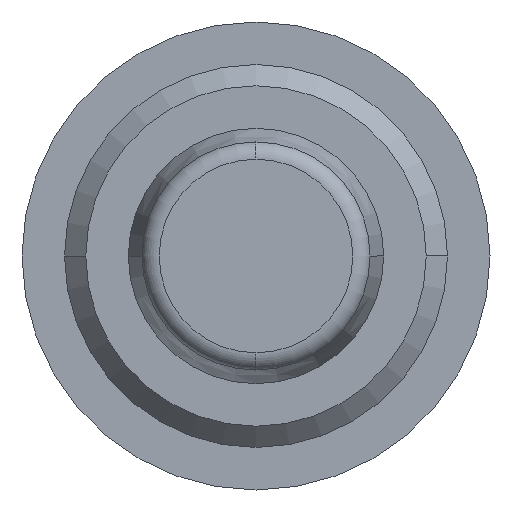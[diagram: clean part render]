
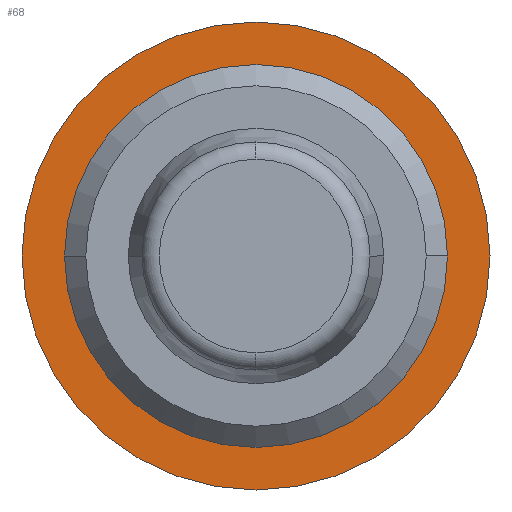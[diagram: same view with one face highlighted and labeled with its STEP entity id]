
A CAD part, left-side view. The second image highlights one B-rep face of the part: STEP entity #68.
In plain terms, the highlighted planar face has unit normal (-1, 0, 0).
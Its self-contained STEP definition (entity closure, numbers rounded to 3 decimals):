
#68=ADVANCED_FACE('',(#124,#125),#126,.T.);
#124=FACE_OUTER_BOUND('',#190,.T.);
#125=FACE_BOUND('',#191,.T.);
#126=PLANE('',#192);
#190=EDGE_LOOP('',(#367,#368));
#191=EDGE_LOOP('',(#369,#370));
#192=AXIS2_PLACEMENT_3D('',#371,#372,#373);
#367=ORIENTED_EDGE('',*,*,#433,.F.);
#368=ORIENTED_EDGE('',*,*,#475,.F.);
#369=ORIENTED_EDGE('',*,*,#439,.T.);
#370=ORIENTED_EDGE('',*,*,#474,.T.);
#371=CARTESIAN_POINT('',(37.0,9.865,0.0));
#372=DIRECTION('',(-1.0,0.,0.0));
#373=DIRECTION('',(0.,-1.0,0.0));
#433=EDGE_CURVE('',#503,#506,#507,.T.);
#439=EDGE_CURVE('',#512,#516,#518,.T.);
#474=EDGE_CURVE('',#516,#512,#574,.T.);
#475=EDGE_CURVE('',#506,#503,#575,.T.);
#503=VERTEX_POINT('',#609);
#506=VERTEX_POINT('',#613);
#507=CIRCLE('',#614,11.0);
#512=VERTEX_POINT('',#620);
#516=VERTEX_POINT('',#625);
#518=CIRCLE('',#628,8.73);
#574=CIRCLE('',#694,8.73);
#575=CIRCLE('',#695,11.0);
#609=CARTESIAN_POINT('',(37.0,11.0,0.0));
#613=CARTESIAN_POINT('',(37.0,-11.0,0.));
#614=AXIS2_PLACEMENT_3D('',#724,#725,#726);
#620=CARTESIAN_POINT('',(37.0,8.73,0.0));
#625=CARTESIAN_POINT('',(37.0,-8.73,0.));
#628=AXIS2_PLACEMENT_3D('',#736,#737,#738);
#694=AXIS2_PLACEMENT_3D('',#821,#822,#823);
#695=AXIS2_PLACEMENT_3D('',#824,#825,#826);
#724=CARTESIAN_POINT('',(37.0,0.0,0.0));
#725=DIRECTION('',(1.0,0.0,0.0));
#726=DIRECTION('',(0.0,1.0,0.0));
#736=CARTESIAN_POINT('',(37.0,0.0,0.0));
#737=DIRECTION('',(1.0,0.0,0.0));
#738=DIRECTION('',(0.0,1.0,0.0));
#821=CARTESIAN_POINT('',(37.0,0.0,0.0));
#822=DIRECTION('',(1.0,0.0,0.0));
#823=DIRECTION('',(0.0,1.0,0.0));
#824=CARTESIAN_POINT('',(37.0,0.0,0.0));
#825=DIRECTION('',(1.0,0.0,0.0));
#826=DIRECTION('',(0.0,1.0,0.0));
